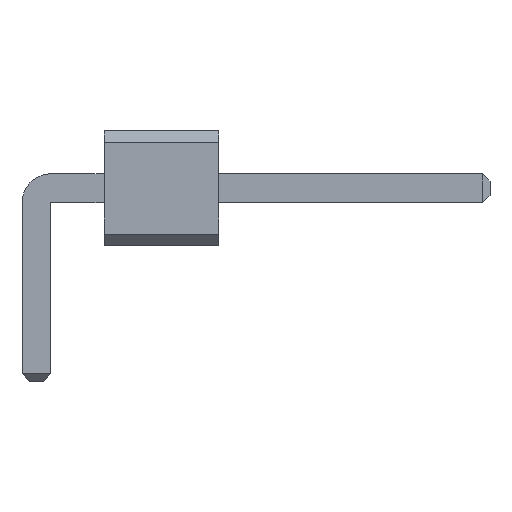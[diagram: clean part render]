
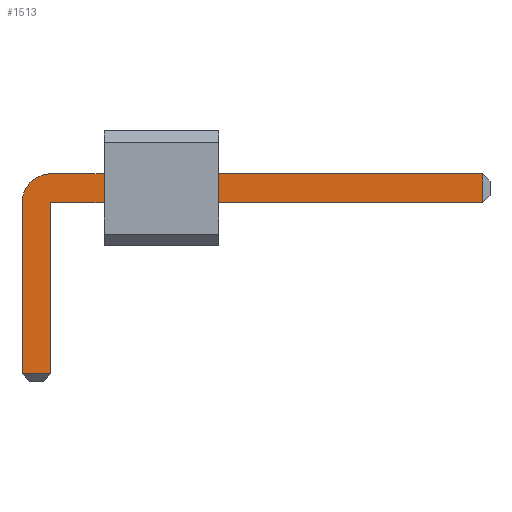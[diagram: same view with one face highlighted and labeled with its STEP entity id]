
A CAD part, front view. The second image highlights one B-rep face of the part: STEP entity #1513.
In plain terms, the highlighted planar face has unit normal (0, -1, 0).
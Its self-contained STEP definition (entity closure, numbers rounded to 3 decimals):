
#13=DIRECTION('',(0.,0.,1.));
#613=VECTOR('',#13,1.);
#1206=VECTOR('',#1207,1.);
#1207=DIRECTION('',(0.,0.,-1.));
#1315=VECTOR('',#1316,1.);
#1316=DIRECTION('',(1.,0.,0.));
#1328=VECTOR('',#1329,1.);
#1329=DIRECTION('',(-1.,0.,0.));
#1350=DIRECTION('',(-0.,1.,0.));
#1354=DIRECTION('',(0.,1.,0.));
#1355=DIRECTION('',(1.,0.,0.));
#1362=VERTEX_POINT('',#1363);
#1363=CARTESIAN_POINT('',(0.32,-23.18,1.59));
#1365=ORIENTED_EDGE('',*,*,#1366,.T.);
#1366=EDGE_CURVE('',#1362,#1367,#1369,.T.);
#1367=VERTEX_POINT('',#1368);
#1368=CARTESIAN_POINT('',(9.88,-23.18,1.59));
#1369=LINE('',#1370,#1315);
#1370=CARTESIAN_POINT('',(-0.32,-23.18,1.59));
#1408=EDGE_CURVE('',#1409,#1362,#1411,.T.);
#1409=VERTEX_POINT('',#1410);
#1410=CARTESIAN_POINT('',(-0.32,-23.18,0.95));
#1411=CIRCLE('',#1412,0.64);
#1412=AXIS2_PLACEMENT_3D('',#1413,#1350,#1207);
#1413=CARTESIAN_POINT('',(0.32,-23.18,0.95));
#1425=VERTEX_POINT('',#1426);
#1426=CARTESIAN_POINT('',(9.88,-23.18,0.95));
#1428=ORIENTED_EDGE('',*,*,#1429,.T.);
#1429=EDGE_CURVE('',#1425,#1430,#1431,.T.);
#1430=VERTEX_POINT('',#1413);
#1431=LINE('',#1432,#1328);
#1432=CARTESIAN_POINT('',(10.04,-23.18,0.95));
#1444=VERTEX_POINT('',#1445);
#1445=CARTESIAN_POINT('',(-0.32,-23.18,-2.84));
#1447=ORIENTED_EDGE('',*,*,#1448,.T.);
#1448=EDGE_CURVE('',#1444,#1409,#1449,.T.);
#1449=LINE('',#1450,#613);
#1450=CARTESIAN_POINT('',(-0.32,-23.18,-3.));
#1458=ORIENTED_EDGE('',*,*,#1459,.T.);
#1459=EDGE_CURVE('',#1430,#1460,#1462,.T.);
#1460=VERTEX_POINT('',#1461);
#1461=CARTESIAN_POINT('',(0.32,-23.18,-2.84));
#1462=LINE('',#1413,#1206);
#1513=ADVANCED_FACE('',(#1514),#1523,.F.);
#1514=FACE_BOUND('',#1515,.F.);
#1515=EDGE_LOOP('',(#1365,#1516,#1428,#1458,#1519,#1447,#1522));
#1516=ORIENTED_EDGE('',*,*,#1517,.T.);
#1517=EDGE_CURVE('',#1367,#1425,#1518,.T.);
#1518=LINE('',#1368,#1206);
#1519=ORIENTED_EDGE('',*,*,#1520,.T.);
#1520=EDGE_CURVE('',#1460,#1444,#1521,.T.);
#1521=LINE('',#1461,#1328);
#1522=ORIENTED_EDGE('',*,*,#1408,.T.);
#1523=PLANE('',#1524);
#1524=AXIS2_PLACEMENT_3D('',#1525,#1354,#1355);
#1525=CARTESIAN_POINT('',(3.576,-23.18,0.579));
